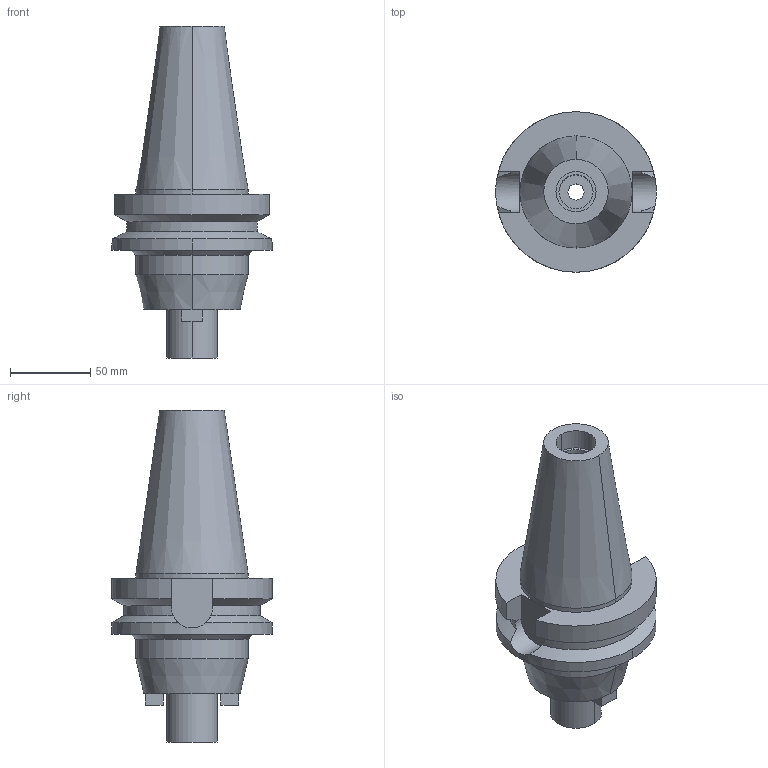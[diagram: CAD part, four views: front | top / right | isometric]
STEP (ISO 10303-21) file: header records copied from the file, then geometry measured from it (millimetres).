
FILE_DESCRIPTION((''),'2;1');
FILE_NAME('BT50-FMA31_75-75','2018-08-06T',('ykawabe'),(''),'CREO PARAMETRIC BY PTC INC, 2016380','CREO PARAMETRIC BY PTC INC, 2016380','');
FILE_SCHEMA(('AUTOMOTIVE_DESIGN { 1 0 10303 214 1 1 1 1 }'));
Length unit declared in the file: millimetre
Products named in the file (1): BT50-FMA31_75-75
Bounding box: 100 x 100 x 206.8 mm (x, y, z)
Volume: 593262.2 mm3; surface area: 67081.1 mm2
Topology: 1 solids, 1 shells, 66 faces, 163 edges, 109 vertices
Faces by surface type: cylinder 30, plane 26, cone 10
Entity records: 2817 total; most frequent: CARTESIAN_POINT 415, DIRECTION 362, ORIENTED_EDGE 326, PRESENTATION_STYLE_ASSIGNMENT 168, STYLED_ITEM 168, CURVE_STYLE 167, EDGE_CURVE 163, AXIS2_PLACEMENT_3D 143
